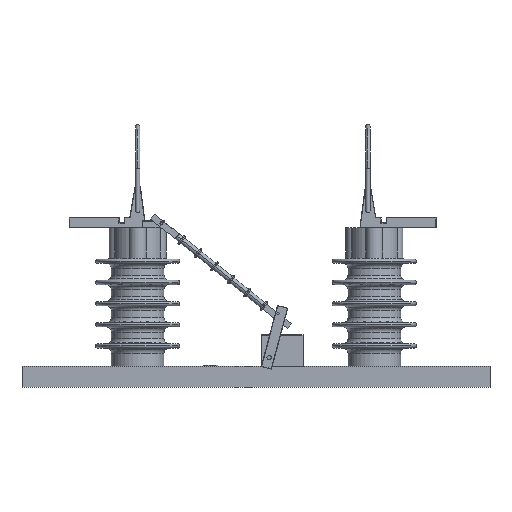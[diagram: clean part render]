
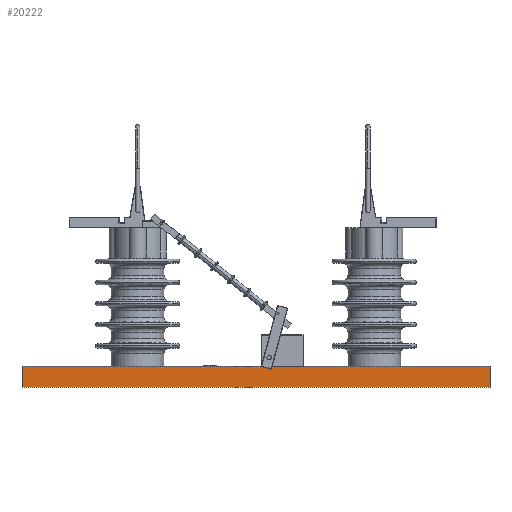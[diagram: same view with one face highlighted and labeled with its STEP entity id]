
A CAD part, front view. The second image highlights one B-rep face of the part: STEP entity #20222.
In plain terms, the highlighted planar face has unit normal (0, -1, 0).
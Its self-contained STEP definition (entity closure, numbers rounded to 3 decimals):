
#18594=DIRECTION('',(0.,0.,1.));
#18595=VECTOR('',#18594,20.);
#18596=CARTESIAN_POINT('',(445.,0.,0.));
#18597=LINE('',#18596,#18595);
#18601=DIRECTION('',(1.,0.,0.));
#18602=VECTOR('',#18601,445.);
#18603=CARTESIAN_POINT('',(0.,0.,0.));
#18604=LINE('',#18603,#18602);
#18608=DIRECTION('',(0.,0.,-1.));
#18609=VECTOR('',#18608,20.);
#18610=CARTESIAN_POINT('',(0.,0.,20.));
#18611=LINE('',#18610,#18609);
#18643=DIRECTION('',(1.,0.,0.));
#18644=VECTOR('',#18643,445.);
#18645=CARTESIAN_POINT('',(0.,0.,20.));
#18646=LINE('',#18645,#18644);
#19930=CARTESIAN_POINT('',(0.,0.,0.));
#19932=VERTEX_POINT('',#19930);
#19935=CARTESIAN_POINT('',(445.,0.,0.));
#19936=VERTEX_POINT('',#19935);
#20131=CARTESIAN_POINT('',(445.,0.,20.));
#20132=VERTEX_POINT('',#20131);
#20141=CARTESIAN_POINT('',(0.,0.,20.));
#20142=VERTEX_POINT('',#20141);
#20208=CARTESIAN_POINT('',(555.,0.,0.));
#20209=DIRECTION('',(0.,-1.,0.));
#20210=DIRECTION('',(0.,0.,-1.));
#20211=AXIS2_PLACEMENT_3D('',#20208,#20209,#20210);
#20212=PLANE('',#20211);
#20214=ORIENTED_EDGE('',*,*,#20213,.F.);
#20216=ORIENTED_EDGE('',*,*,#20215,.F.);
#20217=ORIENTED_EDGE('',*,*,#20190,.F.);
#20219=ORIENTED_EDGE('',*,*,#20218,.T.);
#20220=EDGE_LOOP('',(#20214,#20216,#20217,#20219));
#20221=FACE_OUTER_BOUND('',#20220,.F.);
#20190=EDGE_CURVE('',#20142,#19932,#18611,.T.);
#20213=EDGE_CURVE('',#19936,#20132,#18597,.T.);
#20215=EDGE_CURVE('',#19932,#19936,#18604,.T.);
#20218=EDGE_CURVE('',#20142,#20132,#18646,.T.);
#20222=ADVANCED_FACE('',(#20221),#20212,.T.);
